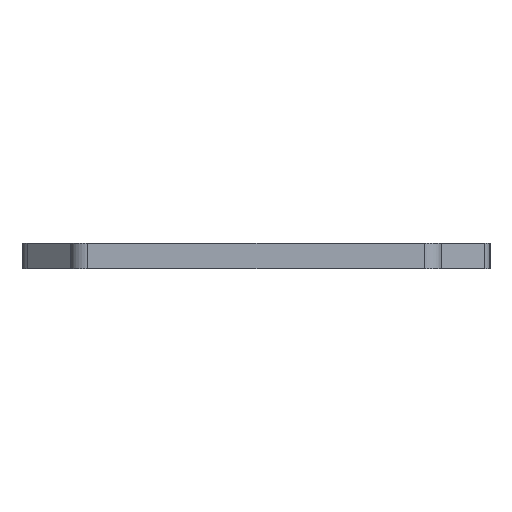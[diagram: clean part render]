
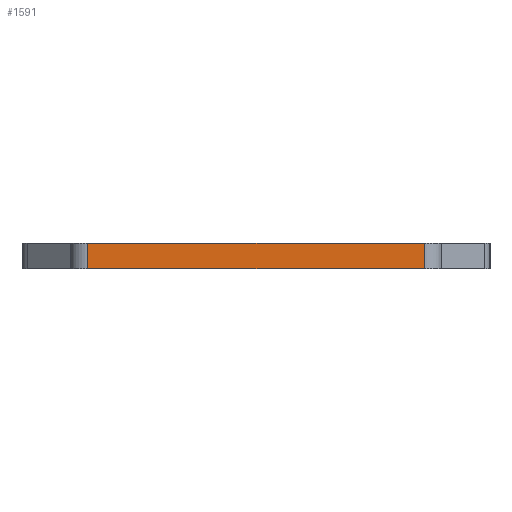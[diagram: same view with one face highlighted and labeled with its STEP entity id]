
A CAD part, left-side view. The second image highlights one B-rep face of the part: STEP entity #1591.
In plain terms, the highlighted planar face has unit normal (-1, 0, 0).
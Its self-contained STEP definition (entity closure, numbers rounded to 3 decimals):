
#36=PLANE('',#1732);
#91=FACE_OUTER_BOUND('',#179,.T.);
#179=EDGE_LOOP('',(#1205,#1206,#1207,#1208));
#257=LINE('',#2329,#425);
#321=LINE('',#2537,#489);
#323=LINE('',#2543,#491);
#324=LINE('',#2544,#492);
#425=VECTOR('',#1847,10.);
#489=VECTOR('',#2021,10.);
#491=VECTOR('',#2027,10.);
#492=VECTOR('',#2028,10.);
#667=VERTEX_POINT('',#2326);
#668=VERTEX_POINT('',#2328);
#757=VERTEX_POINT('',#2536);
#759=VERTEX_POINT('',#2542);
#829=EDGE_CURVE('',#667,#668,#257,.T.);
#933=EDGE_CURVE('',#668,#757,#321,.T.);
#936=EDGE_CURVE('',#759,#667,#323,.T.);
#937=EDGE_CURVE('',#759,#757,#324,.T.);
#1205=ORIENTED_EDGE('',*,*,#933,.F.);
#1206=ORIENTED_EDGE('',*,*,#829,.F.);
#1207=ORIENTED_EDGE('',*,*,#936,.F.);
#1208=ORIENTED_EDGE('',*,*,#937,.T.);
#1591=ADVANCED_FACE('',(#91),#36,.T.);
#1732=AXIS2_PLACEMENT_3D('',#2541,#2025,#2026);
#1847=DIRECTION('',(0.,1.,0.));
#2021=DIRECTION('',(0.,0.,1.));
#2025=DIRECTION('center_axis',(-1.,0.,0.));
#2026=DIRECTION('ref_axis',(0.,1.,0.));
#2027=DIRECTION('',(0.,0.,-1.));
#2028=DIRECTION('',(0.,1.,0.));
#2326=CARTESIAN_POINT('',(-2.75,-19.3,-1.5));
#2328=CARTESIAN_POINT('',(-2.75,0.25,-1.5));
#2329=CARTESIAN_POINT('',(-2.75,-20.3,-1.5));
#2536=CARTESIAN_POINT('',(-2.75,0.25,0.));
#2537=CARTESIAN_POINT('',(-2.75,0.25,0.));
#2541=CARTESIAN_POINT('Origin',(-2.75,-20.3,0.));
#2542=CARTESIAN_POINT('',(-2.75,-19.3,0.));
#2543=CARTESIAN_POINT('',(-2.75,-19.3,0.));
#2544=CARTESIAN_POINT('',(-2.75,-20.3,0.));
